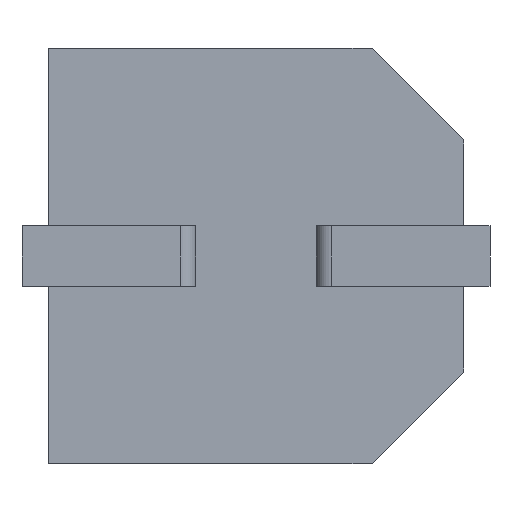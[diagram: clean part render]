
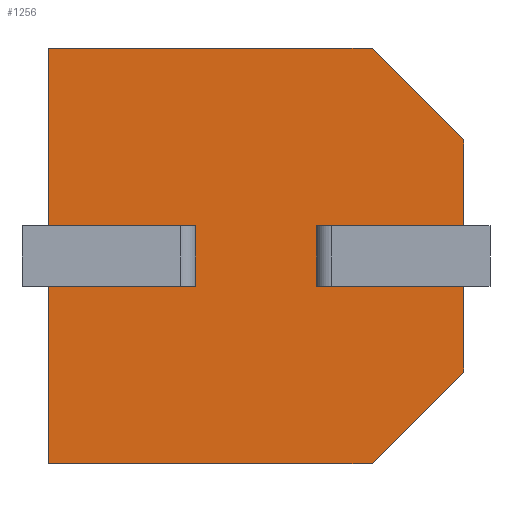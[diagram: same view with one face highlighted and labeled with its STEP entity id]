
A CAD part, front view. The second image highlights one B-rep face of the part: STEP entity #1256.
In plain terms, the highlighted planar face has unit normal (0, -1, 0).
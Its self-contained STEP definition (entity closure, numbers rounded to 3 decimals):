
#9 = VERTEX_POINT ( 'NONE', #2860 ) ;
#16 = CARTESIAN_POINT ( 'NONE',  ( 0., 0., -2.35 ) ) ;
#23 = CARTESIAN_POINT ( 'NONE',  ( 5.5, 0., -3.15 ) ) ;
#51 = CARTESIAN_POINT ( 'NONE',  ( 1.95, 0., -3.15 ) ) ;
#63 = DIRECTION ( 'NONE',  ( 0., 0., -1. ) ) ;
#65 = DIRECTION ( 'NONE',  ( 0., 0., 1. ) ) ;
#68 = LINE ( 'NONE', #1141, #1964 ) ;
#70 = VECTOR ( 'NONE', #2226, 1000. ) ;
#79 = LINE ( 'NONE', #830, #1377 ) ;
#100 = EDGE_CURVE ( 'NONE', #2761, #1477, #68, .T. ) ;
#101 = VECTOR ( 'NONE', #1740, 1000. ) ;
#156 = EDGE_CURVE ( 'NONE', #340, #213, #1646, .T. ) ;
#191 = EDGE_LOOP ( 'NONE', ( #3161, #2719, #3101, #1309, #2959, #1352, #439, #1208, #358, #322, #2624, #2211, #1050, #1894 ) ) ;
#193 = LINE ( 'NONE', #921, #2526 ) ;
#213 = VERTEX_POINT ( 'NONE', #402 ) ;
#259 = LINE ( 'NONE', #2421, #3081 ) ;
#274 = DIRECTION ( 'NONE',  ( -0.707, 0., 0.707 ) ) ;
#283 = EDGE_CURVE ( 'NONE', #1671, #2525, #803, .T. ) ;
#322 = ORIENTED_EDGE ( 'NONE', *, *, #156, .T. ) ;
#323 = DIRECTION ( 'NONE',  ( 0., 0., 1. ) ) ;
#340 = VERTEX_POINT ( 'NONE', #51 ) ;
#358 = ORIENTED_EDGE ( 'NONE', *, *, #3412, .F. ) ;
#372 = CARTESIAN_POINT ( 'NONE',  ( 1.95, 0., -3.15 ) ) ;
#398 = CARTESIAN_POINT ( 'NONE',  ( 0., 0., 0. ) ) ;
#402 = CARTESIAN_POINT ( 'NONE',  ( 0., 0., -3.15 ) ) ;
#428 = LINE ( 'NONE', #2560, #2574 ) ;
#439 = ORIENTED_EDGE ( 'NONE', *, *, #1558, .T. ) ;
#522 = LINE ( 'NONE', #2658, #641 ) ;
#633 = LINE ( 'NONE', #885, #2277 ) ;
#641 = VECTOR ( 'NONE', #274, 1000. ) ;
#735 = CARTESIAN_POINT ( 'NONE',  ( 3.55, 0., -3.15 ) ) ;
#772 = LINE ( 'NONE', #785, #1193 ) ;
#785 = CARTESIAN_POINT ( 'NONE',  ( 1.95, 0., -3.15 ) ) ;
#791 = EDGE_CURVE ( 'NONE', #3373, #1786, #2031, .T. ) ;
#803 = LINE ( 'NONE', #2418, #2686 ) ;
#830 = CARTESIAN_POINT ( 'NONE',  ( 3.55, 0., -3.15 ) ) ;
#868 = LINE ( 'NONE', #3215, #1320 ) ;
#885 = CARTESIAN_POINT ( 'NONE',  ( 0., 0., 0. ) ) ;
#919 = VECTOR ( 'NONE', #2403, 1000. ) ;
#921 = CARTESIAN_POINT ( 'NONE',  ( 5.5, 0., -4.287 ) ) ;
#932 = CARTESIAN_POINT ( 'NONE',  ( 5.5, 0., -2.35 ) ) ;
#1022 = EDGE_CURVE ( 'NONE', #2525, #9, #193, .T. ) ;
#1029 = DIRECTION ( 'NONE',  ( 0., 0., -1. ) ) ;
#1050 = ORIENTED_EDGE ( 'NONE', *, *, #1022, .T. ) ;
#1141 = CARTESIAN_POINT ( 'NONE',  ( 3.55, 0., -2.35 ) ) ;
#1191 = DIRECTION ( 'NONE',  ( 0., 1., 0. ) ) ;
#1193 = VECTOR ( 'NONE', #2141, 1000. ) ;
#1208 = ORIENTED_EDGE ( 'NONE', *, *, #791, .F. ) ;
#1256 = ADVANCED_FACE ( 'NONE', ( #1440 ), #3255, .F. ) ;
#1309 = ORIENTED_EDGE ( 'NONE', *, *, #1772, .F. ) ;
#1320 = VECTOR ( 'NONE', #63, 1000. ) ;
#1334 = LINE ( 'NONE', #1614, #919 ) ;
#1348 = EDGE_CURVE ( 'NONE', #2633, #3219, #522, .T. ) ;
#1352 = ORIENTED_EDGE ( 'NONE', *, *, #2911, .F. ) ;
#1377 = VECTOR ( 'NONE', #323, 1000. ) ;
#1434 = EDGE_CURVE ( 'NONE', #213, #1671, #868, .T. ) ;
#1440 = FACE_OUTER_BOUND ( 'NONE', #191, .T. ) ;
#1477 = VERTEX_POINT ( 'NONE', #932 ) ;
#1558 = EDGE_CURVE ( 'NONE', #1717, #1786, #428, .T. ) ;
#1614 = CARTESIAN_POINT ( 'NONE',  ( 5.5, 0., 0. ) ) ;
#1646 = LINE ( 'NONE', #372, #70 ) ;
#1671 = VERTEX_POINT ( 'NONE', #2713 ) ;
#1673 = CARTESIAN_POINT ( 'NONE',  ( 4.287, 0., -5.5 ) ) ;
#1715 = VERTEX_POINT ( 'NONE', #23 ) ;
#1717 = VERTEX_POINT ( 'NONE', #2146 ) ;
#1738 = AXIS2_PLACEMENT_3D ( 'NONE', #398, #1191, #65 ) ;
#1740 = DIRECTION ( 'NONE',  ( 1., 0., 0. ) ) ;
#1772 = EDGE_CURVE ( 'NONE', #2633, #1477, #259, .T. ) ;
#1777 = EDGE_CURVE ( 'NONE', #1715, #9, #1334, .T. ) ;
#1783 = CARTESIAN_POINT ( 'NONE',  ( 1.95, 0., -2.35 ) ) ;
#1786 = VERTEX_POINT ( 'NONE', #16 ) ;
#1793 = DIRECTION ( 'NONE',  ( 0.707, 0., 0.707 ) ) ;
#1860 = CARTESIAN_POINT ( 'NONE',  ( 3.55, 0., -2.35 ) ) ;
#1894 = ORIENTED_EDGE ( 'NONE', *, *, #1777, .F. ) ;
#1950 = DIRECTION ( 'NONE',  ( 1., 0., 0. ) ) ;
#1964 = VECTOR ( 'NONE', #2510, 1000. ) ;
#1992 = LINE ( 'NONE', #735, #101 ) ;
#2031 = LINE ( 'NONE', #1783, #3177 ) ;
#2141 = DIRECTION ( 'NONE',  ( 0., 0., 1. ) ) ;
#2146 = CARTESIAN_POINT ( 'NONE',  ( 0., 0., 0. ) ) ;
#2211 = ORIENTED_EDGE ( 'NONE', *, *, #283, .T. ) ;
#2226 = DIRECTION ( 'NONE',  ( -1., 0., 0. ) ) ;
#2277 = VECTOR ( 'NONE', #1950, 1000. ) ;
#2322 = CARTESIAN_POINT ( 'NONE',  ( 5.5, 0., -1.213 ) ) ;
#2330 = CARTESIAN_POINT ( 'NONE',  ( 1.95, 0., -2.35 ) ) ;
#2381 = DIRECTION ( 'NONE',  ( 1., 0., 0. ) ) ;
#2403 = DIRECTION ( 'NONE',  ( 0., 0., -1. ) ) ;
#2418 = CARTESIAN_POINT ( 'NONE',  ( 0., 0., -5.5 ) ) ;
#2421 = CARTESIAN_POINT ( 'NONE',  ( 5.5, 0., 0. ) ) ;
#2502 = VERTEX_POINT ( 'NONE', #2735 ) ;
#2506 = EDGE_CURVE ( 'NONE', #2502, #2761, #79, .T. ) ;
#2510 = DIRECTION ( 'NONE',  ( 1., 0., 0. ) ) ;
#2525 = VERTEX_POINT ( 'NONE', #1673 ) ;
#2526 = VECTOR ( 'NONE', #1793, 1000. ) ;
#2535 = DIRECTION ( 'NONE',  ( -1., 0., 0. ) ) ;
#2560 = CARTESIAN_POINT ( 'NONE',  ( 0., 0., 0. ) ) ;
#2574 = VECTOR ( 'NONE', #3235, 1000. ) ;
#2601 = CARTESIAN_POINT ( 'NONE',  ( 4.287, 0., 0. ) ) ;
#2624 = ORIENTED_EDGE ( 'NONE', *, *, #1434, .T. ) ;
#2633 = VERTEX_POINT ( 'NONE', #2322 ) ;
#2658 = CARTESIAN_POINT ( 'NONE',  ( 4.287, 0., 0. ) ) ;
#2686 = VECTOR ( 'NONE', #2381, 1000. ) ;
#2713 = CARTESIAN_POINT ( 'NONE',  ( 0., 0., -5.5 ) ) ;
#2719 = ORIENTED_EDGE ( 'NONE', *, *, #2506, .T. ) ;
#2735 = CARTESIAN_POINT ( 'NONE',  ( 3.55, 0., -3.15 ) ) ;
#2761 = VERTEX_POINT ( 'NONE', #1860 ) ;
#2860 = CARTESIAN_POINT ( 'NONE',  ( 5.5, 0., -4.287 ) ) ;
#2911 = EDGE_CURVE ( 'NONE', #1717, #3219, #633, .T. ) ;
#2959 = ORIENTED_EDGE ( 'NONE', *, *, #1348, .T. ) ;
#3060 = EDGE_CURVE ( 'NONE', #2502, #1715, #1992, .T. ) ;
#3081 = VECTOR ( 'NONE', #1029, 1000. ) ;
#3101 = ORIENTED_EDGE ( 'NONE', *, *, #100, .T. ) ;
#3161 = ORIENTED_EDGE ( 'NONE', *, *, #3060, .F. ) ;
#3177 = VECTOR ( 'NONE', #2535, 1000. ) ;
#3215 = CARTESIAN_POINT ( 'NONE',  ( 0., 0., 0. ) ) ;
#3219 = VERTEX_POINT ( 'NONE', #2601 ) ;
#3235 = DIRECTION ( 'NONE',  ( 0., 0., -1. ) ) ;
#3255 = PLANE ( 'NONE',  #1738 ) ;
#3373 = VERTEX_POINT ( 'NONE', #2330 ) ;
#3412 = EDGE_CURVE ( 'NONE', #340, #3373, #772, .T. ) ;
